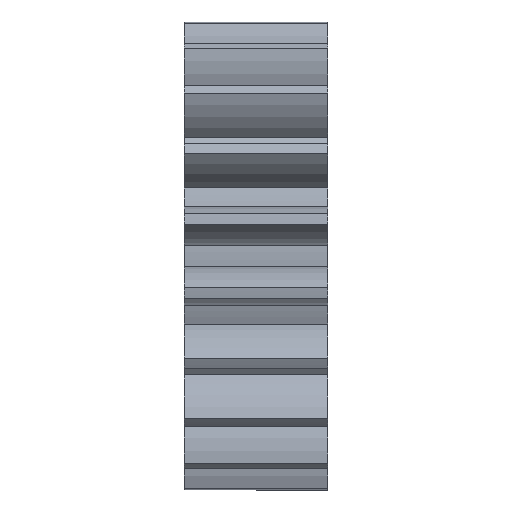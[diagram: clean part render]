
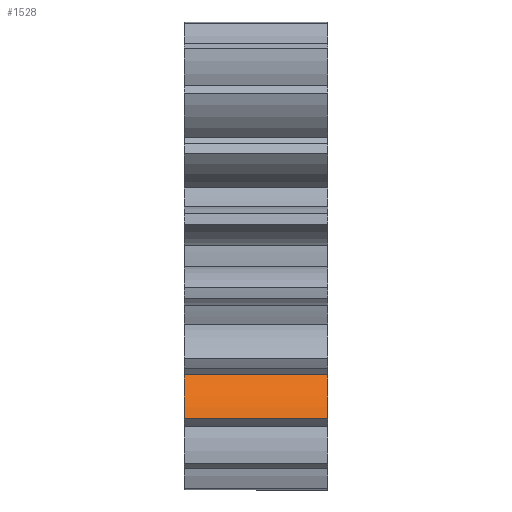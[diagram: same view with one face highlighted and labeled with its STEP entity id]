
A CAD part, front view. The second image highlights one B-rep face of the part: STEP entity #1528.
In plain terms, the highlighted cylindrical face has radius 6 mm (diameter 12 mm), a partial arc.
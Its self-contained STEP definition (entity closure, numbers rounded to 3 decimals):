
#81 = DIRECTION ( 'NONE',  ( 0., 0., -1. ) ) ;
#123 = AXIS2_PLACEMENT_3D ( 'NONE', #2853, #988, #1934 ) ;
#236 = EDGE_LOOP ( 'NONE', ( #1271, #1510, #1265, #2026 ) ) ;
#264 = CARTESIAN_POINT ( 'NONE',  ( 10., -10.163, -8.303 ) ) ;
#298 = LINE ( 'NONE', #264, #1077 ) ;
#467 = VERTEX_POINT ( 'NONE', #1828 ) ;
#528 = EDGE_CURVE ( 'NONE', #467, #2197, #298, .T. ) ;
#652 = VERTEX_POINT ( 'NONE', #2928 ) ;
#794 = DIRECTION ( 'NONE',  ( -1., 0., 0. ) ) ;
#930 = CYLINDRICAL_SURFACE ( 'NONE', #123, 6. ) ;
#946 = CARTESIAN_POINT ( 'NONE',  ( 10., -11.944, -11.384 ) ) ;
#988 = DIRECTION ( 'NONE',  ( -1., 0., 0. ) ) ;
#1006 = CIRCLE ( 'NONE', #1805, 6. ) ;
#1013 = CARTESIAN_POINT ( 'NONE',  ( 0., -6.092, -12.711 ) ) ;
#1023 = CARTESIAN_POINT ( 'NONE',  ( 10., -6.092, -12.711 ) ) ;
#1077 = VECTOR ( 'NONE', #1650, 1000. ) ;
#1162 = VECTOR ( 'NONE', #1660, 1000. ) ;
#1265 = ORIENTED_EDGE ( 'NONE', *, *, #528, .T. ) ;
#1271 = ORIENTED_EDGE ( 'NONE', *, *, #2774, .T. ) ;
#1510 = ORIENTED_EDGE ( 'NONE', *, *, #1715, .T. ) ;
#1528 = ADVANCED_FACE ( 'NONE', ( #2111 ), #930, .T. ) ;
#1650 = DIRECTION ( 'NONE',  ( -1., 0., 0. ) ) ;
#1660 = DIRECTION ( 'NONE',  ( 1., 0., 0. ) ) ;
#1715 = EDGE_CURVE ( 'NONE', #2367, #467, #1006, .T. ) ;
#1805 = AXIS2_PLACEMENT_3D ( 'NONE', #1023, #794, #2685 ) ;
#1828 = CARTESIAN_POINT ( 'NONE',  ( 10., -10.163, -8.303 ) ) ;
#1918 = EDGE_CURVE ( 'NONE', #2197, #652, #2696, .T. ) ;
#1934 = DIRECTION ( 'NONE',  ( 0., 0., 1. ) ) ;
#2026 = ORIENTED_EDGE ( 'NONE', *, *, #1918, .T. ) ;
#2111 = FACE_OUTER_BOUND ( 'NONE', #236, .T. ) ;
#2166 = DIRECTION ( 'NONE',  ( 1., 0., 0. ) ) ;
#2197 = VERTEX_POINT ( 'NONE', #2797 ) ;
#2367 = VERTEX_POINT ( 'NONE', #946 ) ;
#2591 = AXIS2_PLACEMENT_3D ( 'NONE', #1013, #2166, #81 ) ;
#2685 = DIRECTION ( 'NONE',  ( 0., -0.588, 0.809 ) ) ;
#2696 = CIRCLE ( 'NONE', #2591, 6. ) ;
#2774 = EDGE_CURVE ( 'NONE', #652, #2367, #2836, .T. ) ;
#2797 = CARTESIAN_POINT ( 'NONE',  ( 0., -10.163, -8.303 ) ) ;
#2836 = LINE ( 'NONE', #2884, #1162 ) ;
#2853 = CARTESIAN_POINT ( 'NONE',  ( 10., -6.092, -12.711 ) ) ;
#2884 = CARTESIAN_POINT ( 'NONE',  ( 5., -11.944, -11.384 ) ) ;
#2928 = CARTESIAN_POINT ( 'NONE',  ( 0., -11.944, -11.384 ) ) ;
